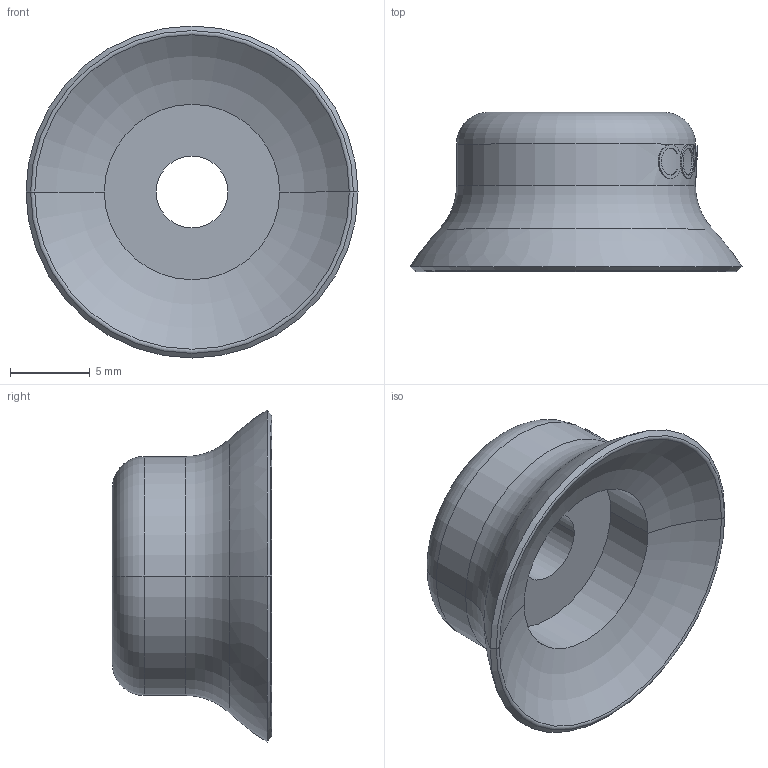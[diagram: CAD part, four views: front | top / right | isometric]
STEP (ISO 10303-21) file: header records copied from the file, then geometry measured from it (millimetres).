
FILE_DESCRIPTION(('STEP AP214'),'1');
FILE_NAME('COVAL_VPG20SI.stp','2017-12-27T16:19:41',('TraceParts'),('TraceParts S.A.'),'Spatial InterOp 3D',' ',' ');
FILE_SCHEMA(('automotive_design'));
Length unit declared in the file: millimetre
Products named in the file (1): COVAL_VPG20SI
Bounding box: 20.84 x 10 x 20.84 mm (x, y, z)
Volume: 1225.9 mm3; surface area: 1208.3 mm2
Topology: 1 solids, 1 shells, 71 faces, 175 edges, 112 vertices
Faces by surface type: bspline 29, plane 16, cylinder 14, torus 10, cone 2
Entity records: 6328 total; most frequent: CARTESIAN_POINT 4293, ORIENTED_EDGE 350, DIRECTION 216, EDGE_CURVE 175, VERTEX_POINT 112, B_SPLINE_CURVE_WITH_KNOTS 99, AXIS2_PLACEMENT_3D 97, EDGE_LOOP 79
